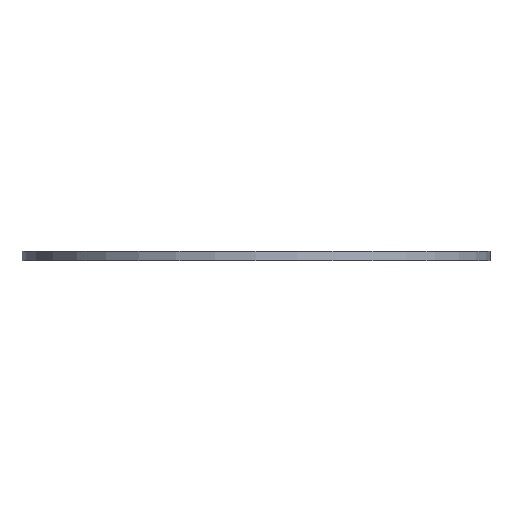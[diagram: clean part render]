
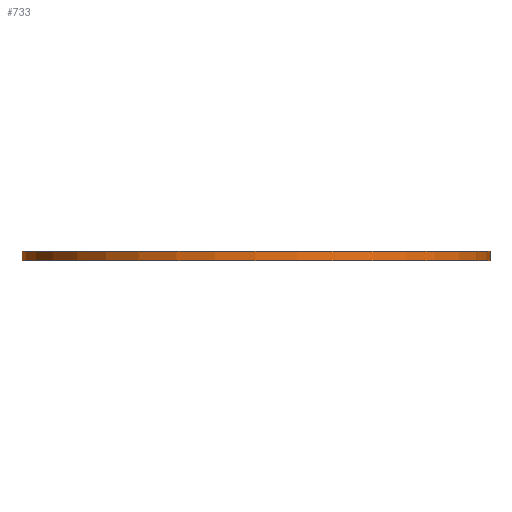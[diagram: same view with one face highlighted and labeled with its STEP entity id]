
A CAD part, front view. The second image highlights one B-rep face of the part: STEP entity #733.
In plain terms, the highlighted cylindrical face has radius 49.5 mm (diameter 99 mm), a partial arc.
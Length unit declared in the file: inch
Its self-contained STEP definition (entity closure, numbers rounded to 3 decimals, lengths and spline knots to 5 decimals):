
#10 = CIRCLE ( 'NONE', #188, 1.94882 ) ;
#14 = VERTEX_POINT ( 'NONE', #779 ) ;
#37 = VERTEX_POINT ( 'NONE', #415 ) ;
#70 = DIRECTION ( 'NONE',  ( -1., 0., 0. ) ) ;
#80 = DIRECTION ( 'NONE',  ( 0., 0., -1. ) ) ;
#88 = DIRECTION ( 'NONE',  ( 0., 0., -1. ) ) ;
#125 = FACE_OUTER_BOUND ( 'NONE', #169, .T. ) ;
#142 = DIRECTION ( 'NONE',  ( 0., 0., -1. ) ) ;
#169 = EDGE_LOOP ( 'NONE', ( #670, #474, #951, #385 ) ) ;
#188 = AXIS2_PLACEMENT_3D ( 'NONE', #897, #88, #70 ) ;
#193 = EDGE_CURVE ( 'NONE', #14, #676, #302, .T. ) ;
#302 = CIRCLE ( 'NONE', #365, 1.94882 ) ;
#344 = DIRECTION ( 'NONE',  ( 0., 0., -1. ) ) ;
#359 = AXIS2_PLACEMENT_3D ( 'NONE', #872, #806, #423 ) ;
#365 = AXIS2_PLACEMENT_3D ( 'NONE', #506, #344, #943 ) ;
#385 = ORIENTED_EDGE ( 'NONE', *, *, #193, .F. ) ;
#404 = CARTESIAN_POINT ( 'NONE',  ( 1.94882, 0., 9.19291 ) ) ;
#415 = CARTESIAN_POINT ( 'NONE',  ( -1.94882, 0., 9.19291 ) ) ;
#423 = DIRECTION ( 'NONE',  ( -1., 0., 0. ) ) ;
#426 = EDGE_CURVE ( 'NONE', #558, #37, #10, .T. ) ;
#437 = CARTESIAN_POINT ( 'NONE',  ( -1.94882, 0., 9.19291 ) ) ;
#474 = ORIENTED_EDGE ( 'NONE', *, *, #426, .T. ) ;
#506 = CARTESIAN_POINT ( 'NONE',  ( 0., 0., 9.11181 ) ) ;
#512 = LINE ( 'NONE', #437, #660 ) ;
#533 = CARTESIAN_POINT ( 'NONE',  ( 1.94882, 0., 9.19291 ) ) ;
#558 = VERTEX_POINT ( 'NONE', #404 ) ;
#573 = CARTESIAN_POINT ( 'NONE',  ( -1.94882, 0., 9.11181 ) ) ;
#660 = VECTOR ( 'NONE', #80, 39.37008 ) ;
#670 = ORIENTED_EDGE ( 'NONE', *, *, #964, .F. ) ;
#676 = VERTEX_POINT ( 'NONE', #573 ) ;
#733 = ADVANCED_FACE ( 'NONE', ( #125 ), #804, .T. ) ;
#779 = CARTESIAN_POINT ( 'NONE',  ( 1.94882, 0., 9.11181 ) ) ;
#804 = CYLINDRICAL_SURFACE ( 'NONE', #359, 1.94882 ) ;
#806 = DIRECTION ( 'NONE',  ( 0., 0., -1. ) ) ;
#815 = LINE ( 'NONE', #533, #936 ) ;
#872 = CARTESIAN_POINT ( 'NONE',  ( 0., 0., 9.19291 ) ) ;
#897 = CARTESIAN_POINT ( 'NONE',  ( 0., 0., 9.19291 ) ) ;
#936 = VECTOR ( 'NONE', #142, 39.37008 ) ;
#943 = DIRECTION ( 'NONE',  ( -1., 0., 0. ) ) ;
#946 = EDGE_CURVE ( 'NONE', #37, #676, #512, .T. ) ;
#951 = ORIENTED_EDGE ( 'NONE', *, *, #946, .T. ) ;
#964 = EDGE_CURVE ( 'NONE', #558, #14, #815, .T. ) ;
